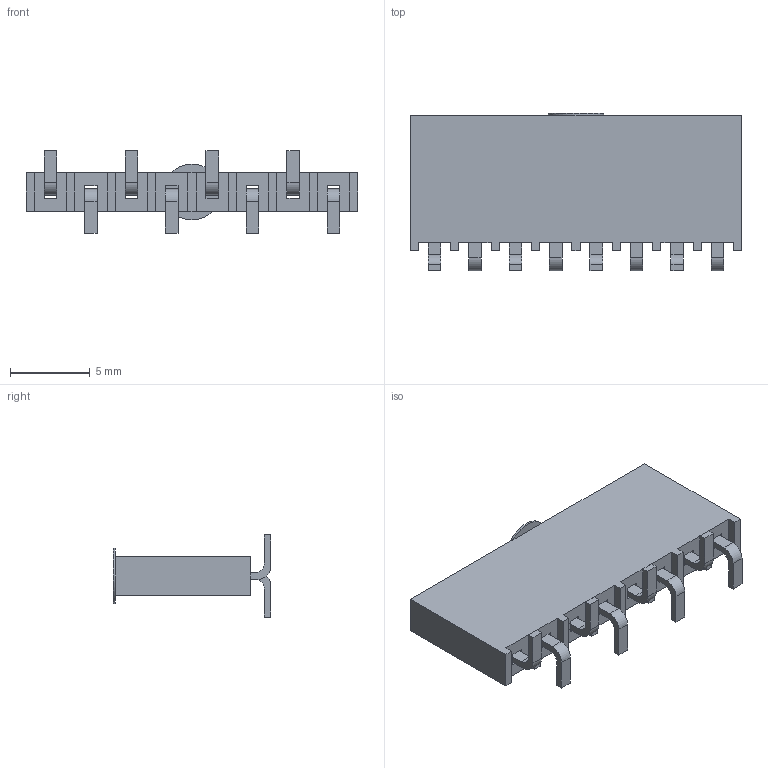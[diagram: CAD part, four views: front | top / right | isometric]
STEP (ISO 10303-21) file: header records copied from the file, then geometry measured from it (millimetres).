
FILE_DESCRIPTION(/* description */ ('STEP AP214'),/* implementation_level */ '2;1');
FILE_NAME(/* name */ 'SSW-108-22-G-S-VS-K-TR',/* time_stamp */ '2023-03-14T21:44:55+01:00',/* author */ ('License CC BY-ND 4.0'),/* organization */ ('CADENAS'),/* preprocessor_version */ 'ST-DEVELOPER v19.3',/* originating_system */ 'PARTsolutions',/* authorisation */ ' ');
FILE_SCHEMA (('AUTOMOTIVE_DESIGN {1 0 10303 214 3 1 1}'));
Length unit declared in the file: inch
Products named in the file (3): SSW-108-22-G-S-VS-K-TR; P2SSW-108-22-G-S-VS; T1SSW-108-22-G-S-VS-K-TR
Assembly tree (2 placements, depth 2):
  SSW-108-22-G-S-VS-K-TR
    P2SSW-108-22-G-S-VS
    T1SSW-108-22-G-S-VS-K-TR
Bounding box: 20.83 x 9.91 x 5.16 mm (x, y, z)
Volume: 381.8 mm3; surface area: 806.5 mm2
Topology: 2 solids, 2 shells, 195 faces, 515 edges, 326 vertices
Faces by surface type: plane 178, cylinder 17
Full cylindrical faces by diameter (mm): 3.505 x1
Entity records: 6491 total; most frequent: CARTESIAN_POINT 1036, ORIENTED_EDGE 1026, DIRECTION 946, EDGE_CURVE 513, LINE 476, VECTOR 476, VERTEX_POINT 325, AXIS2_PLACEMENT_3D 235
